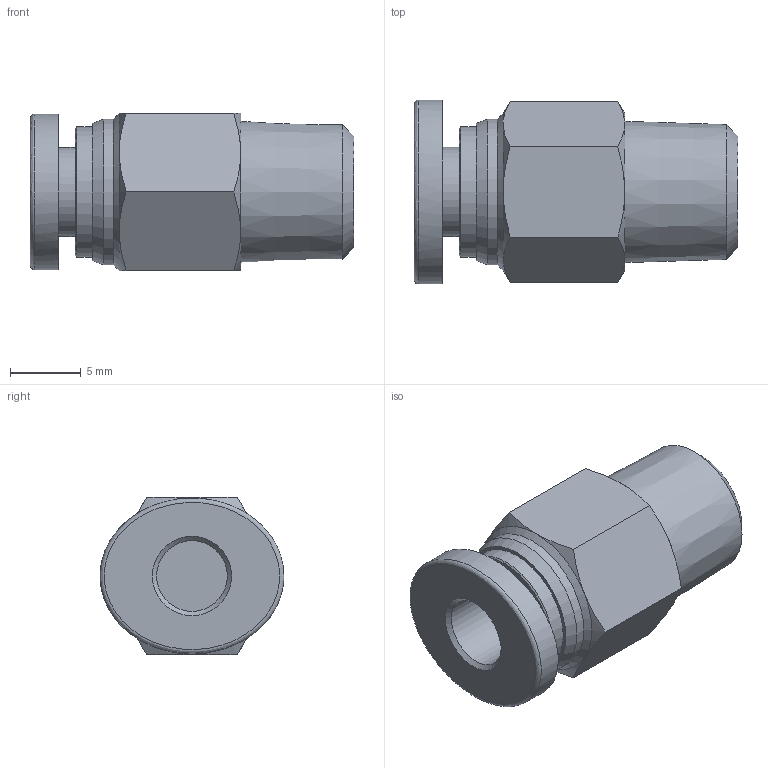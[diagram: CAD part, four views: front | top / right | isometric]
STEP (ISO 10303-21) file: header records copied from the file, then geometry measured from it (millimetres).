
FILE_DESCRIPTION((''),'2;1');
FILE_NAME('PC 3_16-N01U.stp','2016-10-12T09:48:02',('Administrator'),(''),'Autodesk Inventor 2013','Autodesk Inventor 2013','');
FILE_SCHEMA(('CONFIG_CONTROL_DESIGN'));
Length unit declared in the file: millimetre
Products named in the file (3): PC 3_16-N01U; NC 3_16-NPT1_8 BODY; SLEEVE N3_16C
Assembly tree (2 placements, depth 2):
  PC 3_16-N01U
    NC 3_16-NPT1_8 BODY
    SLEEVE N3_16C
Bounding box: 22.9 x 13 x 11.11 mm (x, y, z)
Volume: 1667.7 mm3; surface area: 1449.1 mm2
Topology: 2 solids, 2 shells, 29 faces, 54 edges, 33 vertices
Faces by surface type: plane 14, cone 8, cylinder 5, bspline 2
Full cylindrical faces by diameter (mm): 5 x2, 6.3 x1, 9.2 x1, 10.3 x1
Entity records: 835 total; most frequent: CARTESIAN_POINT 257, DIRECTION 110, ORIENTED_EDGE 80, AXIS2_PLACEMENT_3D 52, EDGE_LOOP 49, EDGE_CURVE 40, VERTEX_POINT 33, FACE_OUTER_BOUND 29
